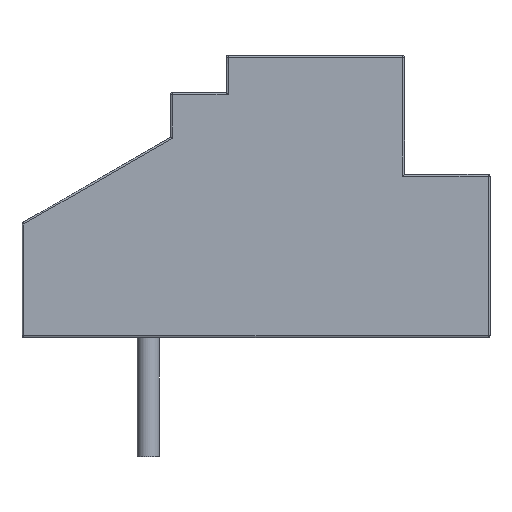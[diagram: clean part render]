
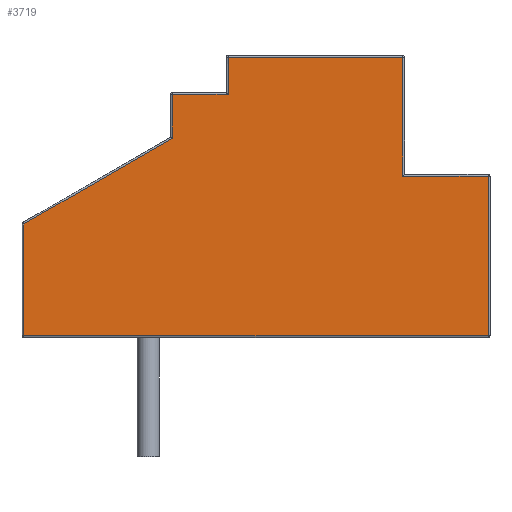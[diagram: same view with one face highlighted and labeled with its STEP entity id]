
A CAD part, left-side view. The second image highlights one B-rep face of the part: STEP entity #3719.
In plain terms, the highlighted face is planar.
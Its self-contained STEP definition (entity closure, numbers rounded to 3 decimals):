
#342=LINE('',#5521,#620);
#352=LINE('',#5590,#630);
#362=LINE('',#5650,#640);
#366=LINE('',#5670,#644);
#368=LINE('',#5674,#646);
#371=LINE('',#5689,#649);
#372=LINE('',#5699,#650);
#375=LINE('',#5703,#653);
#388=LINE('',#5729,#666);
#401=LINE('',#5751,#679);
#620=VECTOR('',#4626,10.);
#630=VECTOR('',#4706,10.);
#640=VECTOR('',#4776,10.);
#644=VECTOR('',#4800,10.);
#646=VECTOR('',#4804,10.);
#649=VECTOR('',#4819,10.);
#650=VECTOR('',#4832,10.);
#653=VECTOR('',#4837,10.);
#666=VECTOR('',#4868,10.);
#679=VECTOR('',#4895,10.);
#1071=FACE_OUTER_BOUND('',#1306,.T.);
#1306=EDGE_LOOP('',(#2940,#2941,#2942,#2943,#2944,#2945,#2946,#2947,#2948,
#2949));
#1630=VERTEX_POINT('',#5504);
#1635=VERTEX_POINT('',#5520);
#1658=VERTEX_POINT('',#5581);
#1662=VERTEX_POINT('',#5596);
#1679=VERTEX_POINT('',#5646);
#1681=VERTEX_POINT('',#5654);
#1685=VERTEX_POINT('',#5666);
#1686=VERTEX_POINT('',#5673);
#1692=VERTEX_POINT('',#5688);
#1695=VERTEX_POINT('',#5695);
#2010=EDGE_CURVE('',#1635,#1630,#342,.T.);
#2043=EDGE_CURVE('',#1630,#1658,#352,.T.);
#2072=EDGE_CURVE('',#1658,#1679,#362,.T.);
#2082=EDGE_CURVE('',#1679,#1685,#366,.T.);
#2084=EDGE_CURVE('',#1686,#1681,#368,.T.);
#2091=EDGE_CURVE('',#1685,#1692,#371,.T.);
#2096=EDGE_CURVE('',#1692,#1695,#372,.T.);
#2099=EDGE_CURVE('',#1695,#1686,#375,.T.);
#2114=EDGE_CURVE('',#1681,#1662,#388,.T.);
#2128=EDGE_CURVE('',#1662,#1635,#401,.T.);
#2940=ORIENTED_EDGE('',*,*,#2084,.F.);
#2941=ORIENTED_EDGE('',*,*,#2099,.F.);
#2942=ORIENTED_EDGE('',*,*,#2096,.F.);
#2943=ORIENTED_EDGE('',*,*,#2091,.F.);
#2944=ORIENTED_EDGE('',*,*,#2082,.F.);
#2945=ORIENTED_EDGE('',*,*,#2072,.F.);
#2946=ORIENTED_EDGE('',*,*,#2043,.F.);
#2947=ORIENTED_EDGE('',*,*,#2010,.F.);
#2948=ORIENTED_EDGE('',*,*,#2128,.F.);
#2949=ORIENTED_EDGE('',*,*,#2114,.F.);
#3547=PLANE('',#4229);
#3719=ADVANCED_FACE('',(#1071),#3547,.T.);
#4229=AXIS2_PLACEMENT_3D('',#5825,#4991,#4992);
#4626=DIRECTION('',(0.,1.,0.));
#4706=DIRECTION('',(0.,0.,-1.));
#4776=DIRECTION('',(0.,-1.,0.));
#4800=DIRECTION('',(0.,0.,1.));
#4804=DIRECTION('',(0.,0.,1.));
#4819=DIRECTION('',(0.,0.866,0.5));
#4832=DIRECTION('',(0.,0.,1.));
#4837=DIRECTION('',(0.,1.,0.));
#4868=DIRECTION('',(0.,1.,0.));
#4895=DIRECTION('',(0.,0.,-1.));
#4991=DIRECTION('center_axis',(1.,0.,0.));
#4992=DIRECTION('ref_axis',(0.,0.,-1.));
#5504=CARTESIAN_POINT('',(3.75,4.25,4.35));
#5520=CARTESIAN_POINT('',(3.75,1.95,4.35));
#5521=CARTESIAN_POINT('',(3.75,0.,4.35));
#5581=CARTESIAN_POINT('',(3.75,4.25,0.05));
#5590=CARTESIAN_POINT('',(3.75,4.25,7.6));
#5596=CARTESIAN_POINT('',(3.75,1.95,7.55));
#5646=CARTESIAN_POINT('',(3.75,-8.25,0.05));
#5650=CARTESIAN_POINT('',(3.75,0.,0.05));
#5654=CARTESIAN_POINT('',(3.75,-2.75,7.55));
#5666=CARTESIAN_POINT('',(3.75,-8.25,3.062));
#5670=CARTESIAN_POINT('',(3.75,-8.25,3.8));
#5673=CARTESIAN_POINT('',(3.75,-2.75,6.55));
#5674=CARTESIAN_POINT('',(3.75,-2.75,7.6));
#5688=CARTESIAN_POINT('',(3.75,-4.25,5.371));
#5689=CARTESIAN_POINT('',(3.75,-5.799,4.477));
#5695=CARTESIAN_POINT('',(3.75,-4.25,6.55));
#5699=CARTESIAN_POINT('',(3.75,-4.25,7.6));
#5703=CARTESIAN_POINT('',(3.75,-4.85,6.55));
#5729=CARTESIAN_POINT('',(3.75,0.,7.55));
#5751=CARTESIAN_POINT('',(3.75,1.95,7.6));
#5825=CARTESIAN_POINT('Origin',(3.75,-4.3,7.6));
